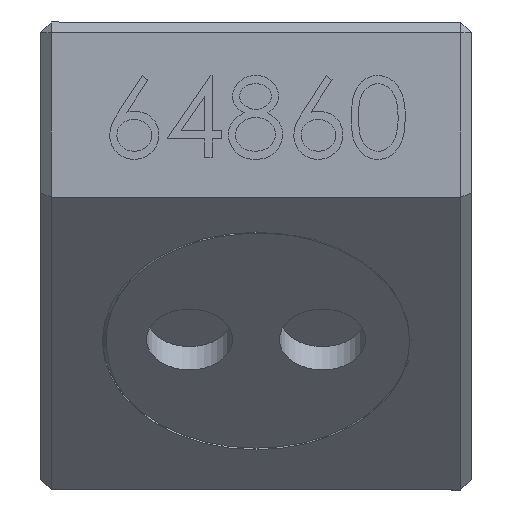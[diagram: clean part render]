
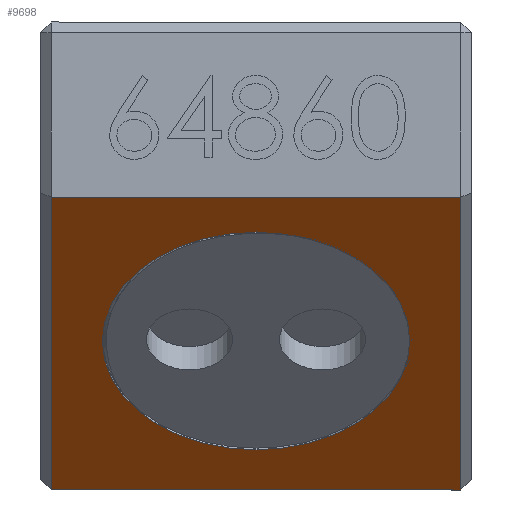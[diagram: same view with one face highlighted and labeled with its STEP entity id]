
A CAD part, front view. The second image highlights one B-rep face of the part: STEP entity #9698.
In plain terms, the highlighted planar face has unit normal (0, -0.707, -0.707).
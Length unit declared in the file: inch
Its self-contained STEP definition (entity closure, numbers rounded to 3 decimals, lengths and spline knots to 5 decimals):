
#1060 = DIRECTION ( 'NONE',  ( 0., -0.707, -0.707 ) ) ;
#1166 = CARTESIAN_POINT ( 'NONE',  ( -0.20267, 0.24842, 0.62883 ) ) ;
#1269 = ORIENTED_EDGE ( 'NONE', *, *, #14596, .F. ) ;
#1712 = VECTOR ( 'NONE', #15654, 39.37008 ) ;
#1936 = ORIENTED_EDGE ( 'NONE', *, *, #7110, .T. ) ;
#2012 = DIRECTION ( 'NONE',  ( 1., 0., 0. ) ) ;
#2442 = DIRECTION ( 'NONE',  ( 0., -0.707, -0.707 ) ) ;
#2540 = CARTESIAN_POINT ( 'NONE',  ( 0.18233, 0.51883, 0.35841 ) ) ;
#2724 = VERTEX_POINT ( 'NONE', #1166 ) ;
#2892 = EDGE_CURVE ( 'NONE', #3327, #8783, #13272, .T. ) ;
#3029 = EDGE_LOOP ( 'NONE', ( #17258, #11440, #16892, #1936 ) ) ;
#3327 = VERTEX_POINT ( 'NONE', #14261 ) ;
#3754 = EDGE_CURVE ( 'NONE', #2724, #5206, #11255, .T. ) ;
#4384 = EDGE_CURVE ( 'NONE', #16818, #16225, #9418, .T. ) ;
#4444 = CARTESIAN_POINT ( 'NONE',  ( 0.18233, 0.51883, 0.35841 ) ) ;
#4645 = AXIS2_PLACEMENT_3D ( 'NONE', #4444, #9902, #6966 ) ;
#5206 = VERTEX_POINT ( 'NONE', #9052 ) ;
#5418 = FACE_BOUND ( 'NONE', #15806, .T. ) ;
#6123 = VECTOR ( 'NONE', #2012, 39.37008 ) ;
#6417 = AXIS2_PLACEMENT_3D ( 'NONE', #2540, #2442, #17222 ) ;
#6530 = VERTEX_POINT ( 'NONE', #13781 ) ;
#6568 = DIRECTION ( 'NONE',  ( 1., 0., 0. ) ) ;
#6738 = CARTESIAN_POINT ( 'NONE',  ( 0.18233, 0.72322, 0.15402 ) ) ;
#6966 = DIRECTION ( 'NONE',  ( 0., 0.707, -0.707 ) ) ;
#7110 = EDGE_CURVE ( 'NONE', #16225, #5206, #17031, .T. ) ;
#8783 = VERTEX_POINT ( 'NONE', #6738 ) ;
#8987 = ORIENTED_EDGE ( 'NONE', *, *, #2892, .F. ) ;
#9052 = CARTESIAN_POINT ( 'NONE',  ( 0.56733, 0.24842, 0.62883 ) ) ;
#9418 = LINE ( 'NONE', #14751, #12536 ) ;
#9698 = ADVANCED_FACE ( 'NONE', ( #5418, #12036 ), #10616, .F. ) ;
#9902 = DIRECTION ( 'NONE',  ( 0., -0.707, -0.707 ) ) ;
#10533 = DIRECTION ( 'NONE',  ( 0., 0.707, 0.707 ) ) ;
#10616 = PLANE ( 'NONE',  #12248 ) ;
#10823 = LINE ( 'NONE', #13376, #13898 ) ;
#11102 = DIRECTION ( 'NONE',  ( 0., 0.707, -0.707 ) ) ;
#11255 = LINE ( 'NONE', #16548, #6123 ) ;
#11440 = ORIENTED_EDGE ( 'NONE', *, *, #12258, .T. ) ;
#11635 = CARTESIAN_POINT ( 'NONE',  ( 0.18233, 0.51883, 0.35841 ) ) ;
#11729 = DIRECTION ( 'NONE',  ( 0., 0.707, -0.707 ) ) ;
#11815 = CARTESIAN_POINT ( 'NONE',  ( 0.56733, 0.24842, 0.62883 ) ) ;
#11971 = CIRCLE ( 'NONE', #6417, 0.28905 ) ;
#12036 = FACE_OUTER_BOUND ( 'NONE', #3029, .T. ) ;
#12248 = AXIS2_PLACEMENT_3D ( 'NONE', #16193, #10533, #15947 ) ;
#12258 = EDGE_CURVE ( 'NONE', #2724, #16818, #10823, .T. ) ;
#12536 = VECTOR ( 'NONE', #6568, 39.37008 ) ;
#13272 = CIRCLE ( 'NONE', #4645, 0.28905 ) ;
#13376 = CARTESIAN_POINT ( 'NONE',  ( -0.20267, 0.79891, 0.07834 ) ) ;
#13447 = AXIS2_PLACEMENT_3D ( 'NONE', #11635, #1060, #11729 ) ;
#13781 = CARTESIAN_POINT ( 'NONE',  ( 0.47138, 0.51883, 0.35841 ) ) ;
#13898 = VECTOR ( 'NONE', #11102, 39.37008 ) ;
#14261 = CARTESIAN_POINT ( 'NONE',  ( 0.18233, 0.31444, 0.5628 ) ) ;
#14596 = EDGE_CURVE ( 'NONE', #6530, #3327, #11971, .T. ) ;
#14751 = CARTESIAN_POINT ( 'NONE',  ( -0.22267, 0.79891, 0.07834 ) ) ;
#14840 = CIRCLE ( 'NONE', #13447, 0.28905 ) ;
#15231 = EDGE_CURVE ( 'NONE', #8783, #6530, #14840, .T. ) ;
#15654 = DIRECTION ( 'NONE',  ( 0., -0.707, 0.707 ) ) ;
#15806 = EDGE_LOOP ( 'NONE', ( #1269, #17037, #8987 ) ) ;
#15947 = DIRECTION ( 'NONE',  ( 0., -0.707, 0.707 ) ) ;
#16193 = CARTESIAN_POINT ( 'NONE',  ( -0.22267, 0.24842, 0.62883 ) ) ;
#16225 = VERTEX_POINT ( 'NONE', #17005 ) ;
#16548 = CARTESIAN_POINT ( 'NONE',  ( -0.22267, 0.24842, 0.62883 ) ) ;
#16806 = CARTESIAN_POINT ( 'NONE',  ( -0.20267, 0.79891, 0.07834 ) ) ;
#16818 = VERTEX_POINT ( 'NONE', #16806 ) ;
#16892 = ORIENTED_EDGE ( 'NONE', *, *, #4384, .T. ) ;
#17005 = CARTESIAN_POINT ( 'NONE',  ( 0.56733, 0.79891, 0.07834 ) ) ;
#17031 = LINE ( 'NONE', #11815, #1712 ) ;
#17037 = ORIENTED_EDGE ( 'NONE', *, *, #15231, .F. ) ;
#17222 = DIRECTION ( 'NONE',  ( 0., 0.707, -0.707 ) ) ;
#17258 = ORIENTED_EDGE ( 'NONE', *, *, #3754, .F. ) ;
